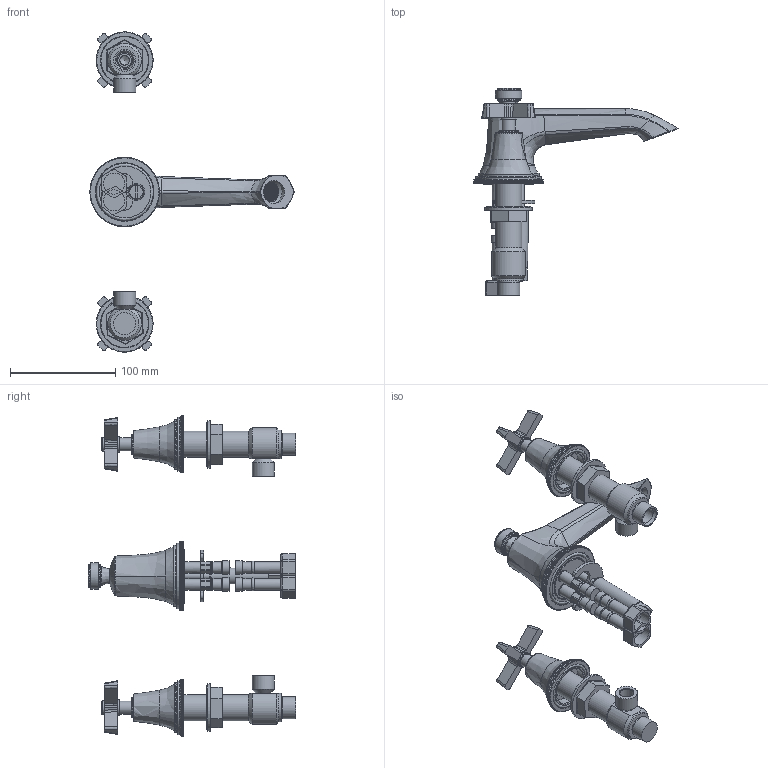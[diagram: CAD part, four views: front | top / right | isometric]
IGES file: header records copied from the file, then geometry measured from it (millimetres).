
Global section: file name: V6K14-X-NP; native system: Autodesk Inventor 2018; preprocessor: unknown; author: aduggalther; date: 20180910.111600; units: millimetre
Bounding box: 193.91 x 197 x 304 mm (x, y, z)
Volume: 434142.6 mm3; surface area: 169712.8 mm2
Topology: 43 solids, 44 shells, 4368 faces, 11354 edges, 7192 vertices
Faces by surface type: bspline 4368
